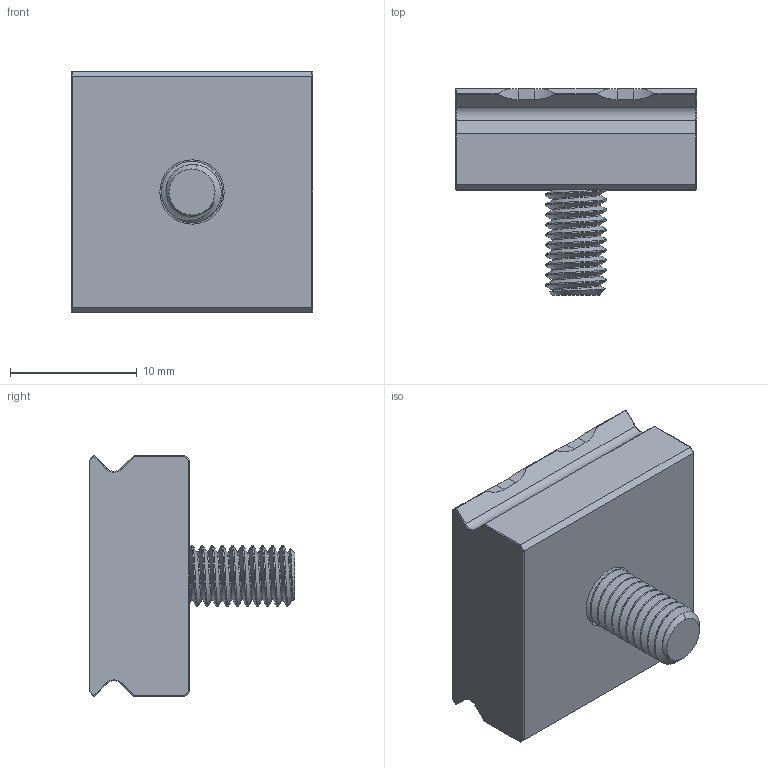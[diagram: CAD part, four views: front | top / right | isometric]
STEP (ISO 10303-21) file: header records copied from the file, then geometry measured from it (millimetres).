
FILE_DESCRIPTION (( 'STEP AP214' ), '1' );
FILE_NAME ('32075.STEP', '2024-11-05T16:46:55', ( '' ), ( '' ), 'SwSTEP 2.0', 'SolidWorks 2021', '' );
FILE_SCHEMA (( 'AUTOMOTIVE_DESIGN' ));
Length unit declared in the file: inch
Products named in the file (3): 103212 LHCS_103212 LHCS; 320751_320751; 32075
Assembly tree (2 placements, depth 2):
  32075
    320751_320751
    103212 LHCS_103212 LHCS
Bounding box: 19.05 x 16.26 x 19.05 mm (x, y, z)
Volume: 2776.2 mm3; surface area: 1911.4 mm2
Topology: 2 solids, 2 shells, 137 faces, 345 edges, 215 vertices
Faces by surface type: cylinder 74, plane 39, cone 13, torus 6, bspline 3, sphere 2
Entity records: 6713 total; most frequent: CARTESIAN_POINT 3626, ORIENTED_EDGE 690, DIRECTION 566, EDGE_CURVE 345, VERTEX_POINT 215, AXIS2_PLACEMENT_3D 204, LINE 158, VECTOR 158
